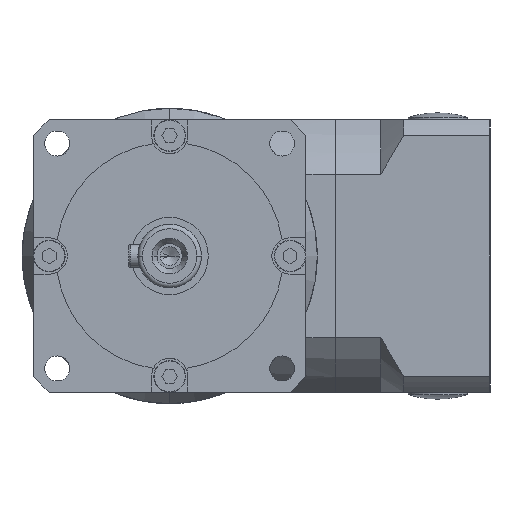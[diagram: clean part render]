
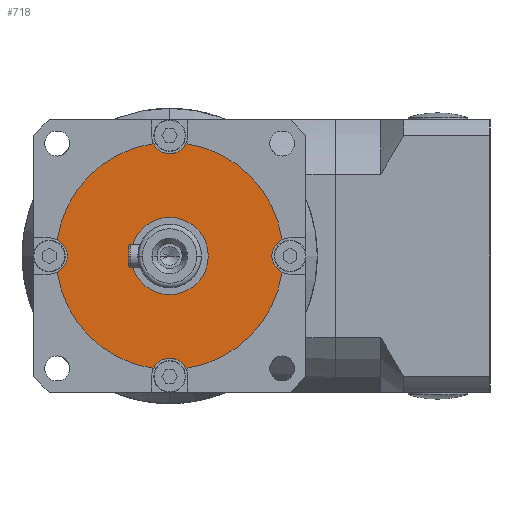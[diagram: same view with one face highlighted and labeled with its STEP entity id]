
A CAD part, left-side view. The second image highlights one B-rep face of the part: STEP entity #718.
In plain terms, the highlighted planar face has unit normal (-1, 0, 0).
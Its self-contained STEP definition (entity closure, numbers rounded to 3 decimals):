
#718 = ADVANCED_FACE ( 'NONE', ( #4106 ), #946, .T. ) ;
#946 = PLANE ( 'NONE',  #17966 ) ;
#1120 = CIRCLE ( 'NONE', #12888, 4. ) ;
#1993 = DIRECTION ( 'NONE',  ( -1., 0., 0. ) ) ;
#2075 = CIRCLE ( 'NONE', #18518, 4. ) ;
#2402 = CIRCLE ( 'NONE', #11790, 25. ) ;
#2439 = AXIS2_PLACEMENT_3D ( 'NONE', #6655, #19549, #4885 ) ;
#2606 = EDGE_CURVE ( 'NONE', #2750, #19888, #2402, .T. ) ;
#2674 = CIRCLE ( 'NONE', #14446, 4. ) ;
#2686 = DIRECTION ( 'NONE',  ( 0., -1., 0. ) ) ;
#2750 = VERTEX_POINT ( 'NONE', #10782 ) ;
#2803 = DIRECTION ( 'NONE',  ( -1., 0., 0. ) ) ;
#3255 = EDGE_CURVE ( 'NONE', #19175, #19888, #1120, .T. ) ;
#3585 = DIRECTION ( 'NONE',  ( 0., -1., 0. ) ) ;
#3592 = ORIENTED_EDGE ( 'NONE', *, *, #20355, .T. ) ;
#3774 = DIRECTION ( 'NONE',  ( 0., -1., 0. ) ) ;
#4106 = FACE_OUTER_BOUND ( 'NONE', #6199, .T. ) ;
#4563 = DIRECTION ( 'NONE',  ( 0., -1., 0. ) ) ;
#4764 = CARTESIAN_POINT ( 'NONE',  ( -45., 0., 0. ) ) ;
#4885 = DIRECTION ( 'NONE',  ( 0., -1., 0. ) ) ;
#4973 = CARTESIAN_POINT ( 'NONE',  ( -45., 26.5, 0. ) ) ;
#5390 = ORIENTED_EDGE ( 'NONE', *, *, #7510, .F. ) ;
#5427 = ORIENTED_EDGE ( 'NONE', *, *, #18374, .F. ) ;
#5814 = AXIS2_PLACEMENT_3D ( 'NONE', #4973, #1993, #3585 ) ;
#5878 = DIRECTION ( 'NONE',  ( 0., -1., 0. ) ) ;
#5988 = ORIENTED_EDGE ( 'NONE', *, *, #10182, .T. ) ;
#6199 = EDGE_LOOP ( 'NONE', ( #17423, #5988, #11107, #3592, #5427, #16740, #12028, #20128, #5390 ) ) ;
#6262 = DIRECTION ( 'NONE',  ( 0., -1., 0. ) ) ;
#6655 = CARTESIAN_POINT ( 'NONE',  ( -45., 0., 0. ) ) ;
#7314 = CARTESIAN_POINT ( 'NONE',  ( -45., 0., 0. ) ) ;
#7332 = DIRECTION ( 'NONE',  ( -1., 0., 0. ) ) ;
#7419 = DIRECTION ( 'NONE',  ( -1., 0., 0. ) ) ;
#7510 = EDGE_CURVE ( 'NONE', #20386, #12838, #16544, .T. ) ;
#7524 = CARTESIAN_POINT ( 'NONE',  ( -45., 24.741, 3.592 ) ) ;
#7813 = DIRECTION ( 'NONE',  ( -1., 0., 0. ) ) ;
#8609 = CARTESIAN_POINT ( 'NONE',  ( -45., 0., 26.5 ) ) ;
#9284 = VERTEX_POINT ( 'NONE', #18266 ) ;
#10040 = CIRCLE ( 'NONE', #19751, 25. ) ;
#10182 = EDGE_CURVE ( 'NONE', #20744, #9284, #10040, .T. ) ;
#10782 = CARTESIAN_POINT ( 'NONE',  ( -45., -24.741, 3.592 ) ) ;
#10961 = AXIS2_PLACEMENT_3D ( 'NONE', #17081, #2803, #2686 ) ;
#10977 = EDGE_CURVE ( 'NONE', #20744, #20386, #2674, .T. ) ;
#11107 = ORIENTED_EDGE ( 'NONE', *, *, #14122, .F. ) ;
#11295 = CARTESIAN_POINT ( 'NONE',  ( -45., 0., 0. ) ) ;
#11503 = CIRCLE ( 'NONE', #2439, 25. ) ;
#11678 = DIRECTION ( 'NONE',  ( 0., 0., 1. ) ) ;
#11790 = AXIS2_PLACEMENT_3D ( 'NONE', #7314, #20117, #15213 ) ;
#11877 = VERTEX_POINT ( 'NONE', #18131 ) ;
#11901 = CARTESIAN_POINT ( 'NONE',  ( -45., 0., 0. ) ) ;
#12028 = ORIENTED_EDGE ( 'NONE', *, *, #3255, .F. ) ;
#12644 = AXIS2_PLACEMENT_3D ( 'NONE', #11295, #14660, #6262 ) ;
#12838 = VERTEX_POINT ( 'NONE', #7524 ) ;
#12888 = AXIS2_PLACEMENT_3D ( 'NONE', #8609, #18157, #3774 ) ;
#12972 = CIRCLE ( 'NONE', #12644, 25. ) ;
#13534 = DIRECTION ( 'NONE',  ( 0., -1., 0. ) ) ;
#13541 = CARTESIAN_POINT ( 'NONE',  ( -45., 24.741, -3.592 ) ) ;
#14122 = EDGE_CURVE ( 'NONE', #17465, #9284, #15997, .T. ) ;
#14446 = AXIS2_PLACEMENT_3D ( 'NONE', #18551, #7419, #13534 ) ;
#14585 = EDGE_CURVE ( 'NONE', #19175, #12838, #12972, .T. ) ;
#14660 = DIRECTION ( 'NONE',  ( -1., 0., 0. ) ) ;
#14873 = CARTESIAN_POINT ( 'NONE',  ( -45., 3.592, 24.741 ) ) ;
#15213 = DIRECTION ( 'NONE',  ( 0., -1., 0. ) ) ;
#15997 = CIRCLE ( 'NONE', #10961, 4. ) ;
#16544 = CIRCLE ( 'NONE', #5814, 4. ) ;
#16740 = ORIENTED_EDGE ( 'NONE', *, *, #2606, .T. ) ;
#16792 = CARTESIAN_POINT ( 'NONE',  ( -45., -26.5, 0. ) ) ;
#17081 = CARTESIAN_POINT ( 'NONE',  ( -45., 0., -26.5 ) ) ;
#17423 = ORIENTED_EDGE ( 'NONE', *, *, #10977, .F. ) ;
#17465 = VERTEX_POINT ( 'NONE', #19310 ) ;
#17966 = AXIS2_PLACEMENT_3D ( 'NONE', #11901, #19644, #11678 ) ;
#18073 = CARTESIAN_POINT ( 'NONE',  ( -45., 22.5, 0. ) ) ;
#18131 = CARTESIAN_POINT ( 'NONE',  ( -45., -24.741, -3.592 ) ) ;
#18157 = DIRECTION ( 'NONE',  ( -1., 0., 0. ) ) ;
#18266 = CARTESIAN_POINT ( 'NONE',  ( -45., 3.592, -24.741 ) ) ;
#18346 = CARTESIAN_POINT ( 'NONE',  ( -45., -3.592, 24.741 ) ) ;
#18374 = EDGE_CURVE ( 'NONE', #2750, #11877, #2075, .T. ) ;
#18518 = AXIS2_PLACEMENT_3D ( 'NONE', #16792, #7332, #5878 ) ;
#18551 = CARTESIAN_POINT ( 'NONE',  ( -45., 26.5, 0. ) ) ;
#19175 = VERTEX_POINT ( 'NONE', #14873 ) ;
#19310 = CARTESIAN_POINT ( 'NONE',  ( -45., -3.592, -24.741 ) ) ;
#19549 = DIRECTION ( 'NONE',  ( -1., 0., 0. ) ) ;
#19644 = DIRECTION ( 'NONE',  ( -1., 0., 0. ) ) ;
#19751 = AXIS2_PLACEMENT_3D ( 'NONE', #4764, #7813, #4563 ) ;
#19888 = VERTEX_POINT ( 'NONE', #18346 ) ;
#20117 = DIRECTION ( 'NONE',  ( -1., 0., 0. ) ) ;
#20128 = ORIENTED_EDGE ( 'NONE', *, *, #14585, .T. ) ;
#20355 = EDGE_CURVE ( 'NONE', #17465, #11877, #11503, .T. ) ;
#20386 = VERTEX_POINT ( 'NONE', #18073 ) ;
#20744 = VERTEX_POINT ( 'NONE', #13541 ) ;
